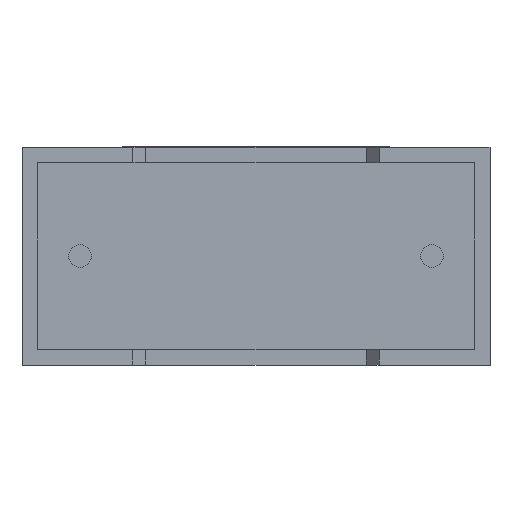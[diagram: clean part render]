
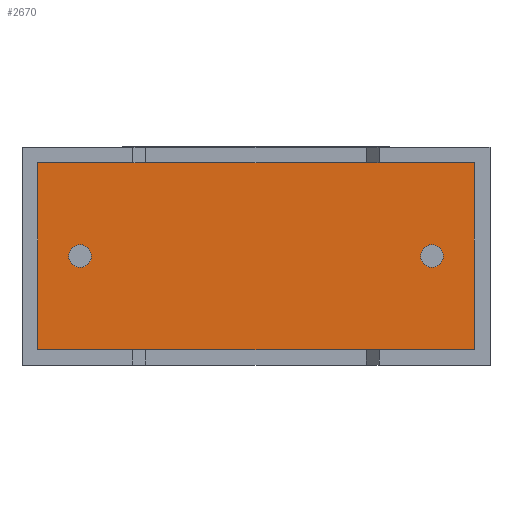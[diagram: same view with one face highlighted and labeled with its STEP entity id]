
A CAD part, front view. The second image highlights one B-rep face of the part: STEP entity #2670.
In plain terms, the highlighted planar face has unit normal (0, -1, 0).
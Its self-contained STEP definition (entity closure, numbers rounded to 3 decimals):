
#66 = EDGE_LOOP ( 'NONE', ( #1316, #1999 ) ) ;
#69 = CARTESIAN_POINT ( 'NONE',  ( 0.443, 0.75, 5.757 ) ) ;
#123 = FACE_BOUND ( 'NONE', #2593, .T. ) ;
#191 = FACE_BOUND ( 'NONE', #66, .T. ) ;
#216 = DIRECTION ( 'NONE',  ( 0., 0., -1. ) ) ;
#263 = CARTESIAN_POINT ( 'NONE',  ( 1.65, 0.75, 3.425 ) ) ;
#284 = EDGE_CURVE ( 'NONE', #1278, #1186, #2432, .T. ) ;
#302 = EDGE_CURVE ( 'NONE', #447, #341, #1859, .T. ) ;
#306 = AXIS2_PLACEMENT_3D ( 'NONE', #2933, #1253, #2223 ) ;
#341 = VERTEX_POINT ( 'NONE', #920 ) ;
#357 = VECTOR ( 'NONE', #1378, 1000. ) ;
#391 = DIRECTION ( 'NONE',  ( 1., 0., 0. ) ) ;
#404 = AXIS2_PLACEMENT_3D ( 'NONE', #952, #2351, #2614 ) ;
#416 = EDGE_LOOP ( 'NONE', ( #1924, #1080, #1644, #2857 ) ) ;
#441 = CARTESIAN_POINT ( 'NONE',  ( 12.857, 0.75, 0.443 ) ) ;
#447 = VERTEX_POINT ( 'NONE', #69 ) ;
#506 = CIRCLE ( 'NONE', #306, 0.325 ) ;
#629 = DIRECTION ( 'NONE',  ( 0., 0., -1. ) ) ;
#683 = DIRECTION ( 'NONE',  ( -1., 0., 0. ) ) ;
#773 = VERTEX_POINT ( 'NONE', #2929 ) ;
#785 = AXIS2_PLACEMENT_3D ( 'NONE', #1553, #1358, #1323 ) ;
#860 = CARTESIAN_POINT ( 'NONE',  ( 1.65, 0.75, 3.1 ) ) ;
#869 = EDGE_CURVE ( 'NONE', #2488, #884, #2872, .T. ) ;
#884 = VERTEX_POINT ( 'NONE', #2803 ) ;
#893 = VERTEX_POINT ( 'NONE', #1805 ) ;
#914 = CARTESIAN_POINT ( 'NONE',  ( 12.857, 0.75, 5.757 ) ) ;
#920 = CARTESIAN_POINT ( 'NONE',  ( 0.443, 0.75, 0.443 ) ) ;
#933 = CARTESIAN_POINT ( 'NONE',  ( 0.443, 0.75, 5.757 ) ) ;
#952 = CARTESIAN_POINT ( 'NONE',  ( 11.65, 0.75, 3.1 ) ) ;
#1080 = ORIENTED_EDGE ( 'NONE', *, *, #2443, .T. ) ;
#1110 = DIRECTION ( 'NONE',  ( 0., 0., -1. ) ) ;
#1186 = VERTEX_POINT ( 'NONE', #263 ) ;
#1253 = DIRECTION ( 'NONE',  ( 0., -1., 0. ) ) ;
#1278 = VERTEX_POINT ( 'NONE', #2099 ) ;
#1294 = DIRECTION ( 'NONE',  ( 0., -1., 0. ) ) ;
#1310 = EDGE_CURVE ( 'NONE', #884, #2488, #2330, .T. ) ;
#1316 = ORIENTED_EDGE ( 'NONE', *, *, #869, .F. ) ;
#1323 = DIRECTION ( 'NONE',  ( 0., 0., -1. ) ) ;
#1358 = DIRECTION ( 'NONE',  ( 0., -1., 0. ) ) ;
#1378 = DIRECTION ( 'NONE',  ( 0., 0., 1. ) ) ;
#1479 = VECTOR ( 'NONE', #216, 1000. ) ;
#1553 = CARTESIAN_POINT ( 'NONE',  ( 11.65, 0.75, 3.1 ) ) ;
#1556 = LINE ( 'NONE', #2516, #2175 ) ;
#1585 = VECTOR ( 'NONE', #683, 1000. ) ;
#1644 = ORIENTED_EDGE ( 'NONE', *, *, #2347, .T. ) ;
#1750 = EDGE_CURVE ( 'NONE', #893, #447, #2802, .T. ) ;
#1798 = DIRECTION ( 'NONE',  ( 0., -1., 0. ) ) ;
#1805 = CARTESIAN_POINT ( 'NONE',  ( 12.857, 0.75, 5.757 ) ) ;
#1859 = LINE ( 'NONE', #933, #1479 ) ;
#1924 = ORIENTED_EDGE ( 'NONE', *, *, #302, .T. ) ;
#1999 = ORIENTED_EDGE ( 'NONE', *, *, #1310, .F. ) ;
#2058 = LINE ( 'NONE', #441, #357 ) ;
#2069 = CARTESIAN_POINT ( 'NONE',  ( 0., 0.75, 0. ) ) ;
#2091 = AXIS2_PLACEMENT_3D ( 'NONE', #2069, #1294, #1110 ) ;
#2099 = CARTESIAN_POINT ( 'NONE',  ( 1.65, 0.75, 2.775 ) ) ;
#2175 = VECTOR ( 'NONE', #391, 1000. ) ;
#2223 = DIRECTION ( 'NONE',  ( 0., 0., -1. ) ) ;
#2245 = ORIENTED_EDGE ( 'NONE', *, *, #2263, .F. ) ;
#2263 = EDGE_CURVE ( 'NONE', #1186, #1278, #506, .T. ) ;
#2330 = CIRCLE ( 'NONE', #404, 0.325 ) ;
#2347 = EDGE_CURVE ( 'NONE', #773, #893, #2058, .T. ) ;
#2351 = DIRECTION ( 'NONE',  ( 0., -1., 0. ) ) ;
#2432 = CIRCLE ( 'NONE', #2837, 0.325 ) ;
#2443 = EDGE_CURVE ( 'NONE', #341, #773, #1556, .T. ) ;
#2488 = VERTEX_POINT ( 'NONE', #2610 ) ;
#2516 = CARTESIAN_POINT ( 'NONE',  ( 0.443, 0.75, 0.443 ) ) ;
#2552 = FACE_OUTER_BOUND ( 'NONE', #416, .T. ) ;
#2591 = ORIENTED_EDGE ( 'NONE', *, *, #284, .F. ) ;
#2593 = EDGE_LOOP ( 'NONE', ( #2245, #2591 ) ) ;
#2610 = CARTESIAN_POINT ( 'NONE',  ( 11.65, 0.75, 3.425 ) ) ;
#2614 = DIRECTION ( 'NONE',  ( 0., 0., -1. ) ) ;
#2670 = ADVANCED_FACE ( 'NONE', ( #191, #2552, #123 ), #2731, .T. ) ;
#2731 = PLANE ( 'NONE',  #2091 ) ;
#2802 = LINE ( 'NONE', #914, #1585 ) ;
#2803 = CARTESIAN_POINT ( 'NONE',  ( 11.65, 0.75, 2.775 ) ) ;
#2837 = AXIS2_PLACEMENT_3D ( 'NONE', #860, #1798, #629 ) ;
#2857 = ORIENTED_EDGE ( 'NONE', *, *, #1750, .T. ) ;
#2872 = CIRCLE ( 'NONE', #785, 0.325 ) ;
#2929 = CARTESIAN_POINT ( 'NONE',  ( 12.857, 0.75, 0.443 ) ) ;
#2933 = CARTESIAN_POINT ( 'NONE',  ( 1.65, 0.75, 3.1 ) ) ;
